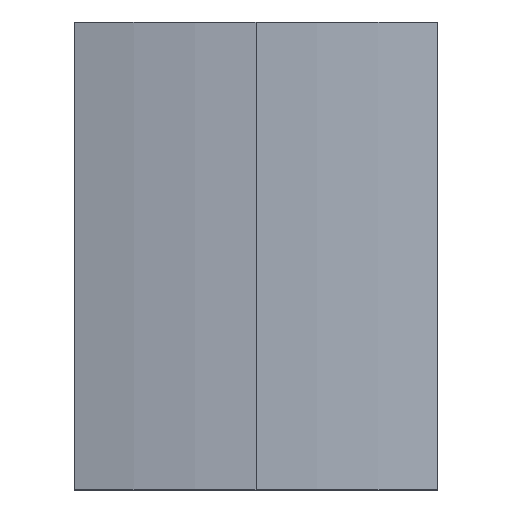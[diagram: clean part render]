
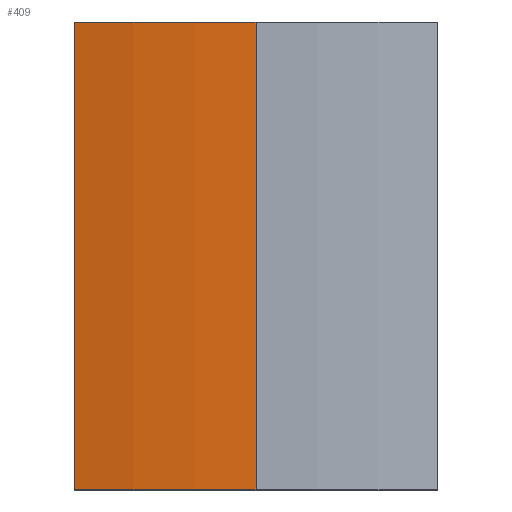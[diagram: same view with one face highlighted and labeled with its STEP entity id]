
A CAD part, top view. The second image highlights one B-rep face of the part: STEP entity #409.
In plain terms, the highlighted cylindrical face has radius 57 mm (diameter 114 mm), a partial arc.
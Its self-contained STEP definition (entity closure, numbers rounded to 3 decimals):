
#1 = LINE ( 'NONE', #236, #159 ) ;
#9 = CARTESIAN_POINT ( 'NONE',  ( 0., -18., 5. ) ) ;
#10 = DIRECTION ( 'NONE',  ( 0., 1., 0. ) ) ;
#28 = CIRCLE ( 'NONE', #122, 57. ) ;
#104 = DIRECTION ( 'NONE',  ( 0., 1., 0. ) ) ;
#122 = AXIS2_PLACEMENT_3D ( 'NONE', #443, #104, #470 ) ;
#141 = CYLINDRICAL_SURFACE ( 'NONE', #579, 57. ) ;
#159 = VECTOR ( 'NONE', #10, 1000. ) ;
#169 = ORIENTED_EDGE ( 'NONE', *, *, #610, .T. ) ;
#190 = ORIENTED_EDGE ( 'NONE', *, *, #396, .T. ) ;
#202 = CARTESIAN_POINT ( 'NONE',  ( 0., -18., -52. ) ) ;
#209 = VERTEX_POINT ( 'NONE', #226 ) ;
#211 = VERTEX_POINT ( 'NONE', #564 ) ;
#226 = CARTESIAN_POINT ( 'NONE',  ( -14., -18., 3.254 ) ) ;
#232 = DIRECTION ( 'NONE',  ( 0., 0., 1. ) ) ;
#236 = CARTESIAN_POINT ( 'NONE',  ( -14., -18., 3.254 ) ) ;
#284 = DIRECTION ( 'NONE',  ( 0., 1., 0. ) ) ;
#298 = AXIS2_PLACEMENT_3D ( 'NONE', #332, #284, #232 ) ;
#327 = VECTOR ( 'NONE', #345, 1000. ) ;
#332 = CARTESIAN_POINT ( 'NONE',  ( 0., -18., -52. ) ) ;
#345 = DIRECTION ( 'NONE',  ( 0., 1., 0. ) ) ;
#352 = CARTESIAN_POINT ( 'NONE',  ( 0., -18., 5. ) ) ;
#368 = VERTEX_POINT ( 'NONE', #352 ) ;
#388 = VERTEX_POINT ( 'NONE', #537 ) ;
#392 = CIRCLE ( 'NONE', #298, 57. ) ;
#396 = EDGE_CURVE ( 'NONE', #368, #388, #569, .T. ) ;
#398 = DIRECTION ( 'NONE',  ( 0., 0., 1. ) ) ;
#403 = EDGE_CURVE ( 'NONE', #209, #211, #1, .T. ) ;
#408 = EDGE_LOOP ( 'NONE', ( #169, #190, #449, #415 ) ) ;
#409 = ADVANCED_FACE ( 'NONE', ( #433 ), #141, .T. ) ;
#415 = ORIENTED_EDGE ( 'NONE', *, *, #403, .F. ) ;
#433 = FACE_OUTER_BOUND ( 'NONE', #408, .T. ) ;
#443 = CARTESIAN_POINT ( 'NONE',  ( 0., 18., -52. ) ) ;
#449 = ORIENTED_EDGE ( 'NONE', *, *, #501, .F. ) ;
#470 = DIRECTION ( 'NONE',  ( 0., 0., 1. ) ) ;
#501 = EDGE_CURVE ( 'NONE', #211, #388, #28, .T. ) ;
#537 = CARTESIAN_POINT ( 'NONE',  ( 0., 18., 5. ) ) ;
#564 = CARTESIAN_POINT ( 'NONE',  ( -14., 18., 3.254 ) ) ;
#569 = LINE ( 'NONE', #9, #327 ) ;
#579 = AXIS2_PLACEMENT_3D ( 'NONE', #202, #611, #398 ) ;
#610 = EDGE_CURVE ( 'NONE', #209, #368, #392, .T. ) ;
#611 = DIRECTION ( 'NONE',  ( 0., 1., 0. ) ) ;
